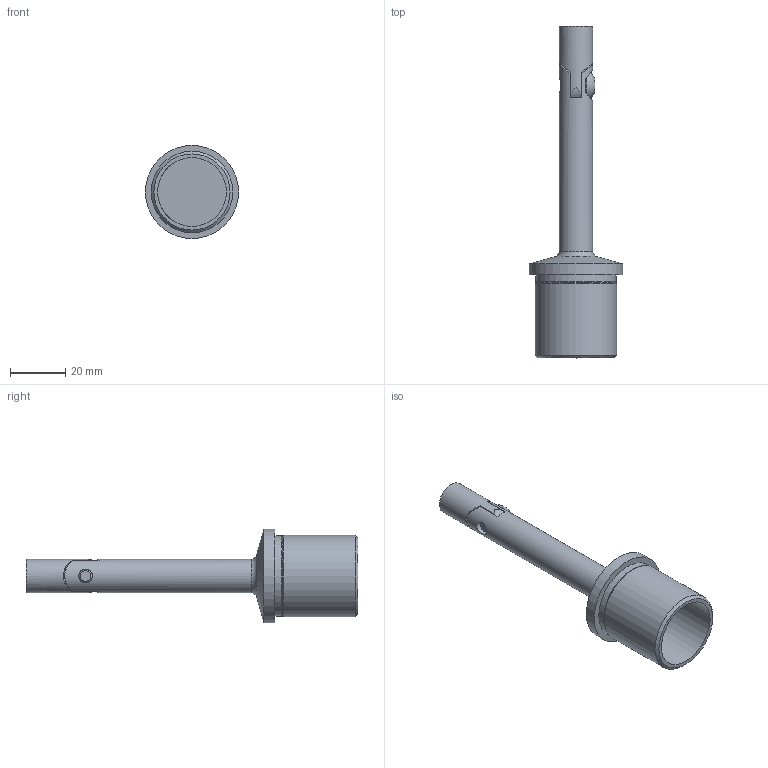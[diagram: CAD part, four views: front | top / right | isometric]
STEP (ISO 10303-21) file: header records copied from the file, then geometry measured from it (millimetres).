
FILE_DESCRIPTION (( 'STEP AP203' ), '1' );
FILE_NAME ('60430-240.STEP', '2021-11-26T09:36:55', ( '' ), ( '' ), 'SwSTEP 2.0', 'SolidWorks 2018', '' );
FILE_SCHEMA (( 'CONFIG_CONTROL_DESIGN' ));
Length unit declared in the file: millimetre
Products named in the file (7): 60430-240 Teil2; 60430-240 Teil3_M6x8; 60430-240 Teil3; 60430-240; 60430-240 Teil1
Assembly tree (3 placements, depth 2):
  60430-240 Teil2
  60430-240 Teil3
  60430-240
    60430-240 Teil1
    60430-240 Teil2
    60430-240 Teil3_M6x8
  60430-240 Teil1
Bounding box: 33.7 x 120 x 33.7 mm (x, y, z)
Volume: 19835.3 mm3; surface area: 11726.5 mm2
Topology: 3 solids, 3 shells, 280 faces, 704 edges, 462 vertices
Faces by surface type: plane 117, bspline 104, cylinder 45, cone 11, torus 2, sphere 1
Full cylindrical faces by diameter (mm): 4.773 x1, 5 x1, 6.5 x1, 6.6 x1, 10.5 x1, 12 x2, 24.9 x1, 28.96 x1, 29.5 x1, 33.7 x1
Entity records: 13672 total; most frequent: CARTESIAN_POINT 7086, ORIENTED_EDGE 1368, DIRECTION 932, EDGE_CURVE 684, VERTEX_POINT 460, EDGE_LOOP 336, VECTOR 312, LINE 312
